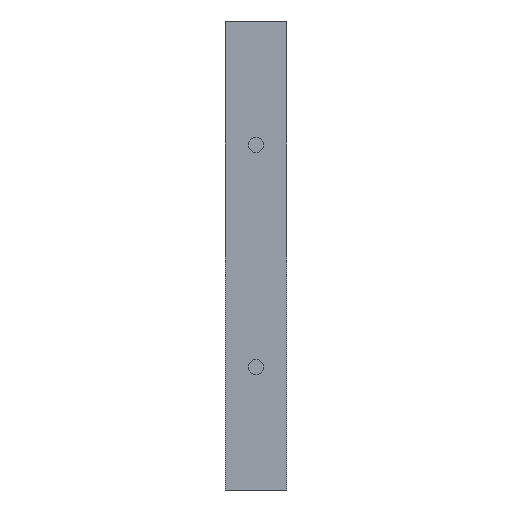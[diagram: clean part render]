
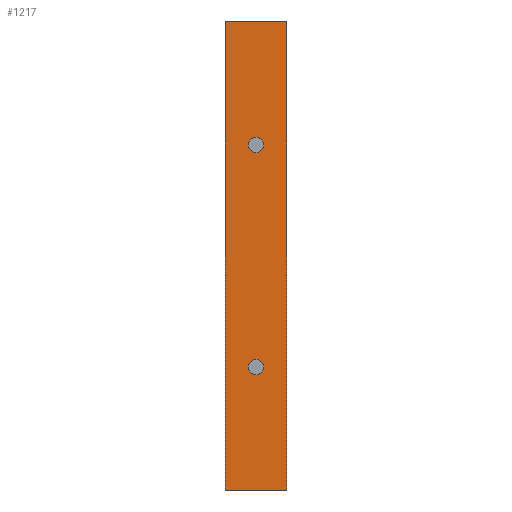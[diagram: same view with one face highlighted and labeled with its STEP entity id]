
A CAD part, front view. The second image highlights one B-rep face of the part: STEP entity #1217.
In plain terms, the highlighted planar face has unit normal (0, -1, 0).
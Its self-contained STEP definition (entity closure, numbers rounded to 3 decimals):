
#23=FACE_BOUND('',#302,.T.);
#24=FACE_BOUND('',#303,.T.);
#145=PLANE('',#1318);
#219=FACE_OUTER_BOUND('',#301,.T.);
#301=EDGE_LOOP('',(#1091,#1092,#1093,#1094));
#302=EDGE_LOOP('',(#1095));
#303=EDGE_LOOP('',(#1096));
#371=LINE('',#2033,#445);
#392=LINE('',#2161,#466);
#393=LINE('',#2163,#467);
#394=LINE('',#2164,#468);
#445=VECTOR('',#1400,10.);
#466=VECTOR('',#1561,10.);
#467=VECTOR('',#1562,10.);
#468=VECTOR('',#1563,10.);
#480=CIRCLE('',#1255,2.518);
#482=CIRCLE('',#1259,2.518);
#583=VERTEX_POINT('',#2030);
#584=VERTEX_POINT('',#2032);
#590=VERTEX_POINT('',#2046);
#592=VERTEX_POINT('',#2053);
#621=VERTEX_POINT('',#2160);
#622=VERTEX_POINT('',#2162);
#729=EDGE_CURVE('',#584,#583,#371,.T.);
#736=EDGE_CURVE('',#590,#590,#480,.T.);
#739=EDGE_CURVE('',#592,#592,#482,.T.);
#786=EDGE_CURVE('',#621,#584,#392,.T.);
#787=EDGE_CURVE('',#622,#583,#393,.T.);
#788=EDGE_CURVE('',#621,#622,#394,.T.);
#1091=ORIENTED_EDGE('',*,*,#786,.T.);
#1092=ORIENTED_EDGE('',*,*,#729,.T.);
#1093=ORIENTED_EDGE('',*,*,#787,.F.);
#1094=ORIENTED_EDGE('',*,*,#788,.F.);
#1095=ORIENTED_EDGE('',*,*,#736,.T.);
#1096=ORIENTED_EDGE('',*,*,#739,.T.);
#1217=ADVANCED_FACE('',(#219,#23,#24),#145,.T.);
#1255=AXIS2_PLACEMENT_3D('',#2047,#1414,#1415);
#1259=AXIS2_PLACEMENT_3D('',#2054,#1423,#1424);
#1318=AXIS2_PLACEMENT_3D('',#2159,#1559,#1560);
#1400=DIRECTION('',(0.,0.,-1.));
#1414=DIRECTION('center_axis',(0.,1.,0.));
#1415=DIRECTION('ref_axis',(1.,0.,0.));
#1423=DIRECTION('center_axis',(0.,1.,0.));
#1424=DIRECTION('ref_axis',(1.,0.,0.));
#1559=DIRECTION('center_axis',(0.,-1.,0.));
#1560=DIRECTION('ref_axis',(-1.,0.,0.));
#1561=DIRECTION('',(-1.,0.,0.));
#1562=DIRECTION('',(-1.,0.,0.));
#1563=DIRECTION('',(0.,0.,-1.));
#2030=CARTESIAN_POINT('',(115.,-115.,-172.35));
#2032=CARTESIAN_POINT('',(115.,-115.,-20.));
#2033=CARTESIAN_POINT('',(115.,-115.,-20.));
#2046=CARTESIAN_POINT('',(122.483,-115.,-60.));
#2047=CARTESIAN_POINT('Origin',(125.,-115.,-60.));
#2053=CARTESIAN_POINT('',(122.483,-115.,-132.35));
#2054=CARTESIAN_POINT('Origin',(125.,-115.,-132.35));
#2159=CARTESIAN_POINT('Origin',(135.,-115.,-20.));
#2160=CARTESIAN_POINT('',(135.,-115.,-20.));
#2161=CARTESIAN_POINT('',(135.,-115.,-20.));
#2162=CARTESIAN_POINT('',(135.,-115.,-172.35));
#2163=CARTESIAN_POINT('',(135.,-115.,-172.35));
#2164=CARTESIAN_POINT('',(135.,-115.,-20.));
